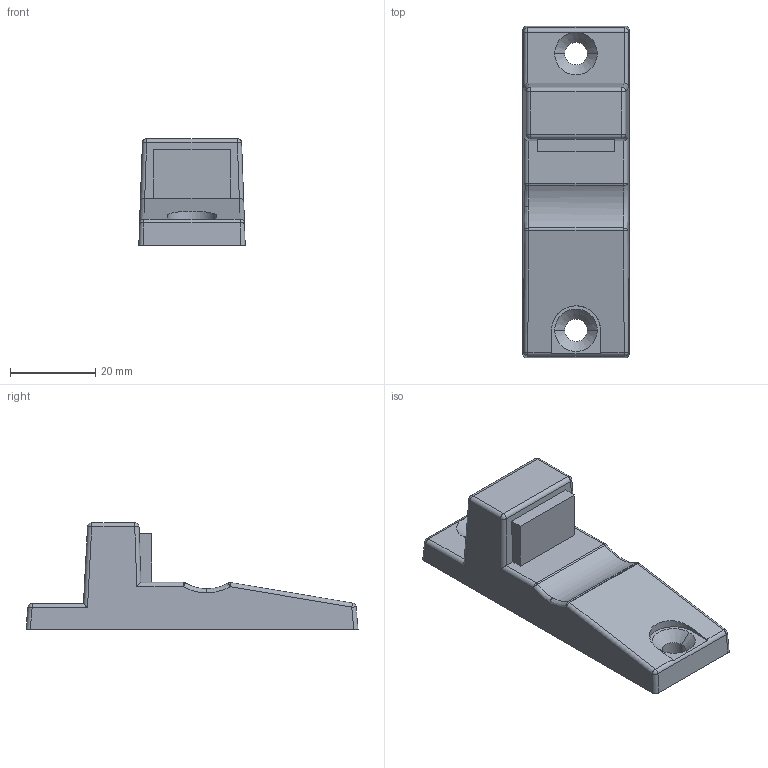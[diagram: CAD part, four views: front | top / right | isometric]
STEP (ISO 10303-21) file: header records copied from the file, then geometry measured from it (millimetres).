
FILE_DESCRIPTION (( 'STEP AP203' ), '1' );
FILE_NAME ('Žº‰ª•ÏŠ·.STEP', '2018-04-09T05:17:23', ( '' ), ( '' ), 'SwSTEP 2.0', 'SolidWorks 2014', '' );
FILE_SCHEMA (( 'CONFIG_CONTROL_DESIGN' ));
Length unit declared in the file: millimetre
Products named in the file (1): 室岡変換
Bounding box: 25 x 78 x 25 mm (x, y, z)
Volume: 21447.4 mm3; surface area: 6689.2 mm2
Topology: 1 solids, 1 shells, 67 faces, 153 edges, 88 vertices
Faces by surface type: cylinder 29, plane 18, sphere 13, cone 4, bspline 3
Entity records: 1982 total; most frequent: CARTESIAN_POINT 429, DIRECTION 319, ORIENTED_EDGE 306, EDGE_CURVE 153, AXIS2_PLACEMENT_3D 120, VERTEX_POINT 88, VECTOR 79, LINE 79
